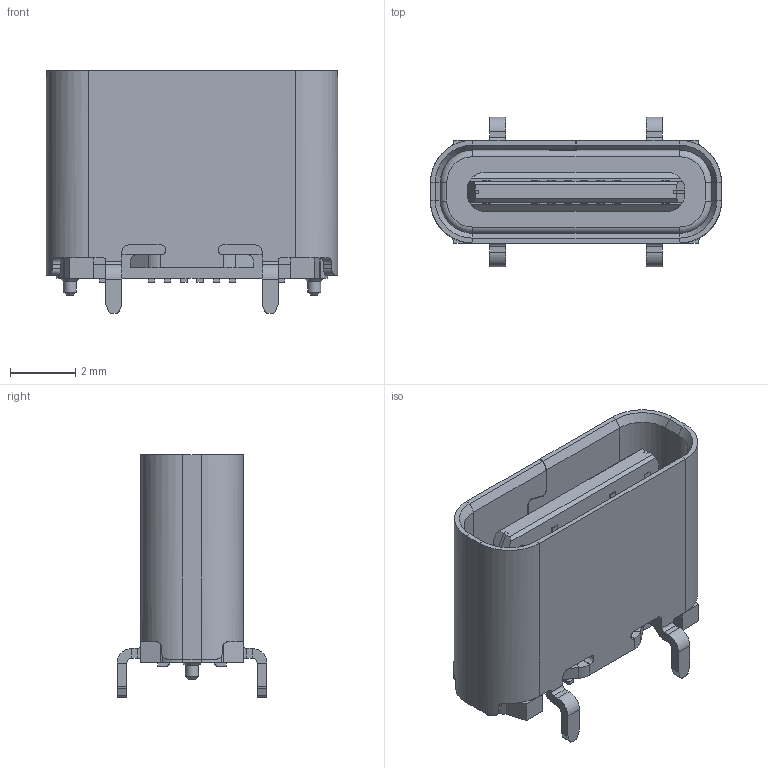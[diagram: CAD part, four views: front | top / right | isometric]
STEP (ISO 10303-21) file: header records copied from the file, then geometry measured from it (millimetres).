
FILE_DESCRIPTION(/* description */ (''),/* implementation_level */ '2;1');
FILE_NAME(/* name */ 'USB4120-03-C.step',/* time_stamp */ '2023-03-14T15:54:12Z',/* author */ (''),/* organization */ (''),/* preprocessor_version */ 'ST-DEVELOPER v19.2',/* originating_system */ 'Autodesk Translation Framework v11.17.0.187',/* authorisation */ '');
FILE_SCHEMA (('AUTOMOTIVE_DESIGN { 1 0 10303 214 3 1 1 }'));
Length unit declared in the file: millimetre
Products named in the file (1): (Unsaved)
Bounding box: 8.94 x 4.6 x 7.45 mm (x, y, z)
Volume: 88.1 mm3; surface area: 447.8 mm2
Topology: 36 solids, 36 shells, 657 faces, 1581 edges, 1002 vertices
Faces by surface type: plane 507, cylinder 130, cone 8, bspline 8, torus 4
Full cylindrical faces by diameter (mm): 0.4 x2
Entity records: 19109 total; most frequent: CARTESIAN_POINT 3612, ORIENTED_EDGE 3162, DIRECTION 3153, EDGE_CURVE 1581, LINE 1277, VECTOR 1277, VERTEX_POINT 1002, AXIS2_PLACEMENT_3D 938
